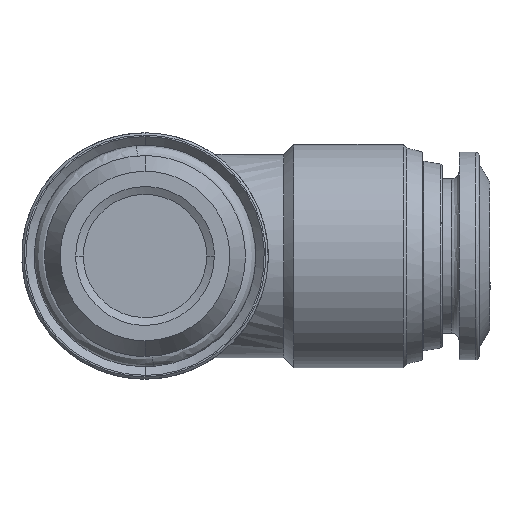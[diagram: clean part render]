
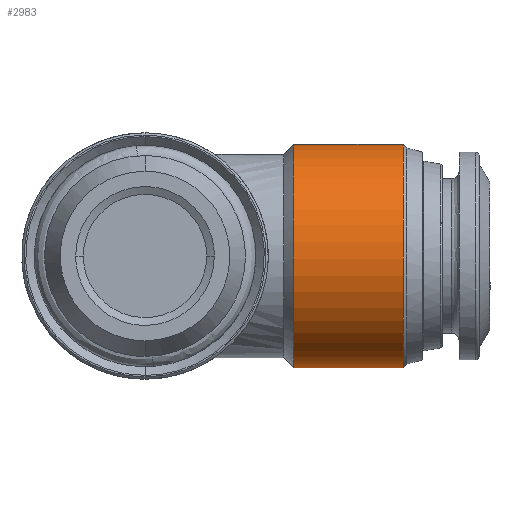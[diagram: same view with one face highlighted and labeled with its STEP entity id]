
A CAD part, front view. The second image highlights one B-rep face of the part: STEP entity #2983.
In plain terms, the highlighted free-form (B-spline) face has degree [1, 3] with [2, 4] control points.
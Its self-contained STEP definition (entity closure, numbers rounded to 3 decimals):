
#64 = CARTESIAN_POINT ( 'NONE',  ( 16.768, 0., -7.25 ) ) ;
#271 = VERTEX_POINT ( 'NONE', #3098 ) ;
#506 =( BOUNDED_CURVE ( )  B_SPLINE_CURVE ( 3, ( #5644, #2893, #676, #6217 ),
 .UNSPECIFIED., .F., .T. ) 
 B_SPLINE_CURVE_WITH_KNOTS ( ( 4, 4 ),
 ( -3.142, 0. ),
 .UNSPECIFIED. ) 
 CURVE ( )  GEOMETRIC_REPRESENTATION_ITEM ( )  RATIONAL_B_SPLINE_CURVE ( ( 1., 0.333, 0.333, 1. ) ) 
 REPRESENTATION_ITEM ( '' )  );
#558 = CARTESIAN_POINT ( 'NONE',  ( 16.768, -14.5, -7.25 ) ) ;
#676 = CARTESIAN_POINT ( 'NONE',  ( 9.65, -14.5, -7.25 ) ) ;
#940 = VERTEX_POINT ( 'NONE', #1065 ) ;
#998 =( BOUNDED_SURFACE ( )  B_SPLINE_SURFACE ( 1, 3, ( 
 ( #1101, #2752, #4465, #1156 ),
 ( #5547, #6620, #2228, #2777 ) ),
 .UNSPECIFIED., .F., .F., .F. ) 
 B_SPLINE_SURFACE_WITH_KNOTS ( ( 2, 2 ),
 ( 4, 4 ),
 ( 0., 1. ),
 ( 0., 1. ),
 .UNSPECIFIED. ) 
 GEOMETRIC_REPRESENTATION_ITEM ( )  RATIONAL_B_SPLINE_SURFACE ( (
 ( 1., 0.333, 0.333, 1.),
 ( 1., 0.333, 0.333, 1.) ) ) 
 REPRESENTATION_ITEM ( '' )  SURFACE ( )  );
#1065 = CARTESIAN_POINT ( 'NONE',  ( 16.768, 0., -7.25 ) ) ;
#1068 = ORIENTED_EDGE ( 'NONE', *, *, #3106, .F. ) ;
#1101 = CARTESIAN_POINT ( 'NONE',  ( 16.768, 0., -7.25 ) ) ;
#1156 = CARTESIAN_POINT ( 'NONE',  ( 16.768, 0., 7.25 ) ) ;
#1248 = ORIENTED_EDGE ( 'NONE', *, *, #1653, .F. ) ;
#1430 = FACE_OUTER_BOUND ( 'NONE', #4359, .T. ) ;
#1653 = EDGE_CURVE ( 'NONE', #3931, #5792, #3673, .T. ) ;
#2228 = CARTESIAN_POINT ( 'NONE',  ( 9.65, -14.5, 7.25 ) ) ;
#2752 = CARTESIAN_POINT ( 'NONE',  ( 16.768, -14.5, -7.25 ) ) ;
#2777 = CARTESIAN_POINT ( 'NONE',  ( 9.65, 0., 7.25 ) ) ;
#2861 = CARTESIAN_POINT ( 'NONE',  ( 16.768, 0., 7.25 ) ) ;
#2893 = CARTESIAN_POINT ( 'NONE',  ( 9.65, -14.5, 7.25 ) ) ;
#2910 = CARTESIAN_POINT ( 'NONE',  ( 9.65, 0., -7.25 ) ) ;
#2983 = ADVANCED_FACE ( 'NONE', ( #1430 ), #998, .F. ) ;
#3098 = CARTESIAN_POINT ( 'NONE',  ( 9.65, 0., -7.25 ) ) ;
#3106 = EDGE_CURVE ( 'NONE', #940, #271, #6035, .T. ) ;
#3673 = B_SPLINE_CURVE_WITH_KNOTS ( 'NONE', 1,
 ( #5513, #6603 ),
 .UNSPECIFIED., .F., .F.,
 ( 2, 2 ),
 ( -1., 0. ),
 .UNSPECIFIED. ) ;
#3931 = VERTEX_POINT ( 'NONE', #5803 ) ;
#4148 = EDGE_CURVE ( 'NONE', #5792, #940, #5595, .T. ) ;
#4337 = EDGE_CURVE ( 'NONE', #3931, #271, #506, .T. ) ;
#4359 = EDGE_LOOP ( 'NONE', ( #5759, #1248, #5395, #1068 ) ) ;
#4465 = CARTESIAN_POINT ( 'NONE',  ( 16.768, -14.5, 7.25 ) ) ;
#5395 = ORIENTED_EDGE ( 'NONE', *, *, #4337, .T. ) ;
#5513 = CARTESIAN_POINT ( 'NONE',  ( 9.65, 0., 7.25 ) ) ;
#5547 = CARTESIAN_POINT ( 'NONE',  ( 9.65, 0., -7.25 ) ) ;
#5595 =( BOUNDED_CURVE ( )  B_SPLINE_CURVE ( 3, ( #6630, #6142, #558, #6677 ),
 .UNSPECIFIED., .F., .T. ) 
 B_SPLINE_CURVE_WITH_KNOTS ( ( 4, 4 ),
 ( -3.142, 0. ),
 .UNSPECIFIED. ) 
 CURVE ( )  GEOMETRIC_REPRESENTATION_ITEM ( )  RATIONAL_B_SPLINE_CURVE ( ( 1., 0.333, 0.333, 1. ) ) 
 REPRESENTATION_ITEM ( '' )  );
#5644 = CARTESIAN_POINT ( 'NONE',  ( 9.65, 0., 7.25 ) ) ;
#5759 = ORIENTED_EDGE ( 'NONE', *, *, #4148, .F. ) ;
#5792 = VERTEX_POINT ( 'NONE', #2861 ) ;
#5803 = CARTESIAN_POINT ( 'NONE',  ( 9.65, 0., 7.25 ) ) ;
#6035 = B_SPLINE_CURVE_WITH_KNOTS ( 'NONE', 1,
 ( #64, #2910 ),
 .UNSPECIFIED., .F., .F.,
 ( 2, 2 ),
 ( -1., 0. ),
 .UNSPECIFIED. ) ;
#6142 = CARTESIAN_POINT ( 'NONE',  ( 16.768, -14.5, 7.25 ) ) ;
#6217 = CARTESIAN_POINT ( 'NONE',  ( 9.65, 0., -7.25 ) ) ;
#6603 = CARTESIAN_POINT ( 'NONE',  ( 16.768, 0., 7.25 ) ) ;
#6620 = CARTESIAN_POINT ( 'NONE',  ( 9.65, -14.5, -7.25 ) ) ;
#6630 = CARTESIAN_POINT ( 'NONE',  ( 16.768, 0., 7.25 ) ) ;
#6677 = CARTESIAN_POINT ( 'NONE',  ( 16.768, 0., -7.25 ) ) ;
